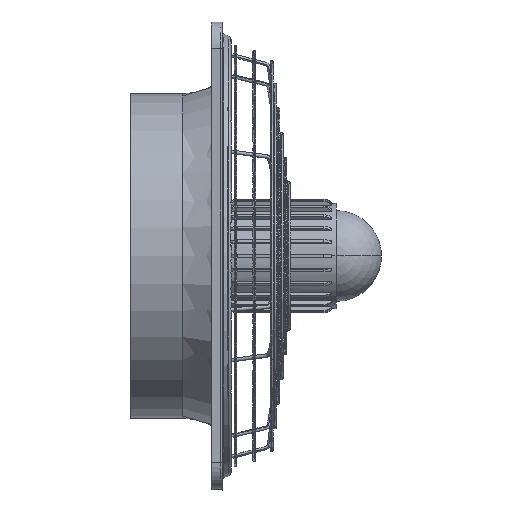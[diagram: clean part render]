
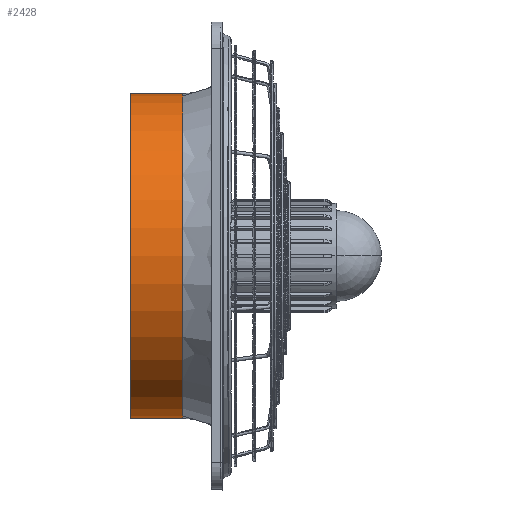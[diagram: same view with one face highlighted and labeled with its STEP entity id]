
A CAD part, top view. The second image highlights one B-rep face of the part: STEP entity #2428.
In plain terms, the highlighted cylindrical face has radius 182.5 mm (diameter 365 mm), a partial arc.
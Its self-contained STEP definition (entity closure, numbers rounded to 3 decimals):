
#2428 = ADVANCED_FACE ( 'NONE', ( #26158 ), #36545, .T. ) ;
#3338 = AXIS2_PLACEMENT_3D ( 'NONE', #7842, #28520, #23328 ) ;
#3503 = ORIENTED_EDGE ( 'NONE', *, *, #10888, .F. ) ;
#5016 = VECTOR ( 'NONE', #49437, 1000. ) ;
#5630 = AXIS2_PLACEMENT_3D ( 'NONE', #24797, #34936, #50652 ) ;
#7730 = DIRECTION ( 'NONE',  ( 1., 0., 0. ) ) ;
#7842 = CARTESIAN_POINT ( 'NONE',  ( 406.104, -499.362, 0. ) ) ;
#8160 = DIRECTION ( 'NONE',  ( 1., 0., 0. ) ) ;
#10888 = EDGE_CURVE ( 'NONE', #40496, #38405, #60944, .T. ) ;
#13117 = EDGE_LOOP ( 'NONE', ( #3503, #33363, #14059, #26656 ) ) ;
#13487 = CARTESIAN_POINT ( 'NONE',  ( 435.354, -681.862, 0. ) ) ;
#14059 = ORIENTED_EDGE ( 'NONE', *, *, #47182, .T. ) ;
#21251 = VERTEX_POINT ( 'NONE', #59236 ) ;
#23214 = CARTESIAN_POINT ( 'NONE',  ( 435.354, -499.362, 0. ) ) ;
#23328 = DIRECTION ( 'NONE',  ( 0., -1., 0. ) ) ;
#24797 = CARTESIAN_POINT ( 'NONE',  ( 464.604, -499.362, 0. ) ) ;
#26158 = FACE_OUTER_BOUND ( 'NONE', #13117, .T. ) ;
#26656 = ORIENTED_EDGE ( 'NONE', *, *, #34229, .T. ) ;
#28404 = CARTESIAN_POINT ( 'NONE',  ( 435.354, -316.862, 0. ) ) ;
#28520 = DIRECTION ( 'NONE',  ( 1., 0., 0. ) ) ;
#31483 = CARTESIAN_POINT ( 'NONE',  ( 464.604, -316.862, 0. ) ) ;
#32574 = AXIS2_PLACEMENT_3D ( 'NONE', #23214, #8160, #65034 ) ;
#33363 = ORIENTED_EDGE ( 'NONE', *, *, #59614, .T. ) ;
#33608 = VERTEX_POINT ( 'NONE', #38356 ) ;
#34229 = EDGE_CURVE ( 'NONE', #33608, #38405, #36675, .T. ) ;
#34936 = DIRECTION ( 'NONE',  ( -1., 0., 0. ) ) ;
#36545 = CYLINDRICAL_SURFACE ( 'NONE', #32574, 182.5 ) ;
#36675 = CIRCLE ( 'NONE', #5630, 182.5 ) ;
#38356 = CARTESIAN_POINT ( 'NONE',  ( 464.604, -681.862, 0. ) ) ;
#38405 = VERTEX_POINT ( 'NONE', #31483 ) ;
#39624 = LINE ( 'NONE', #13487, #5016 ) ;
#40496 = VERTEX_POINT ( 'NONE', #52855 ) ;
#47100 = CIRCLE ( 'NONE', #3338, 182.5 ) ;
#47182 = EDGE_CURVE ( 'NONE', #21251, #33608, #39624, .T. ) ;
#49437 = DIRECTION ( 'NONE',  ( 1., 0., 0. ) ) ;
#50652 = DIRECTION ( 'NONE',  ( 0., 1., 0. ) ) ;
#52855 = CARTESIAN_POINT ( 'NONE',  ( 406.104, -316.862, 0. ) ) ;
#56024 = VECTOR ( 'NONE', #7730, 1000. ) ;
#59236 = CARTESIAN_POINT ( 'NONE',  ( 406.104, -681.862, 0. ) ) ;
#59614 = EDGE_CURVE ( 'NONE', #40496, #21251, #47100, .T. ) ;
#60944 = LINE ( 'NONE', #28404, #56024 ) ;
#65034 = DIRECTION ( 'NONE',  ( 0., -1., 0. ) ) ;
